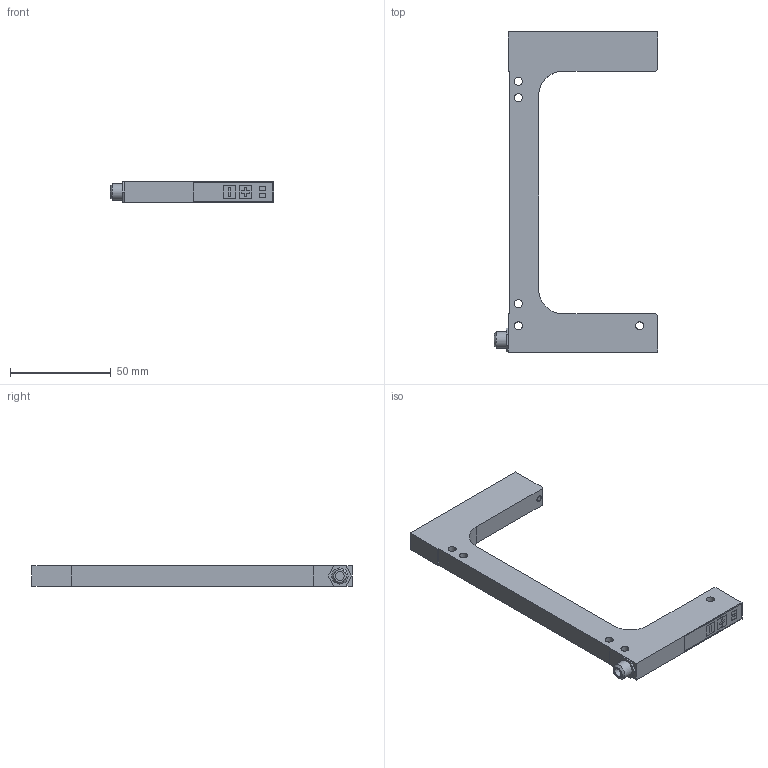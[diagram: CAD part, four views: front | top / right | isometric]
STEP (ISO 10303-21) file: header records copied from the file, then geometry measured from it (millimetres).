
FILE_DESCRIPTION(/* description */ ('Unknown'),/* implementation_level */ '2;1');
FILE_NAME(/* name */ 'FC6L_1206_fig',/* time_stamp */ '2019-02-26T16:35:28+01:00',/* author */ ('Unknown'),/* organization */ ('Unknown'),/* preprocessor_version */ 'ST-DEVELOPER v16.7',/* originating_system */ 'DEX',/* authorisation */ $);
FILE_SCHEMA (('CONFIG_CONTROL_DESIGN'));
Length unit declared in the file: millimetre
Products named in the file (1): FC6L_1206_fig
Bounding box: 81 x 158.5 x 10 mm (x, y, z)
Volume: 46135.1 mm3; surface area: 15795.1 mm2
Topology: 1 solids, 1 shells, 82 faces, 203 edges, 135 vertices
Faces by surface type: plane 70, cylinder 11, cone 1
Full cylindrical faces by diameter (mm): 3 x2, 4 x5, 4.25 x1, 8 x1
Entity records: 2402 total; most frequent: CARTESIAN_POINT 411, ORIENTED_EDGE 386, DIRECTION 382, EDGE_CURVE 193, LINE 170, VECTOR 170, VERTEX_POINT 135, EDGE_LOOP 114
